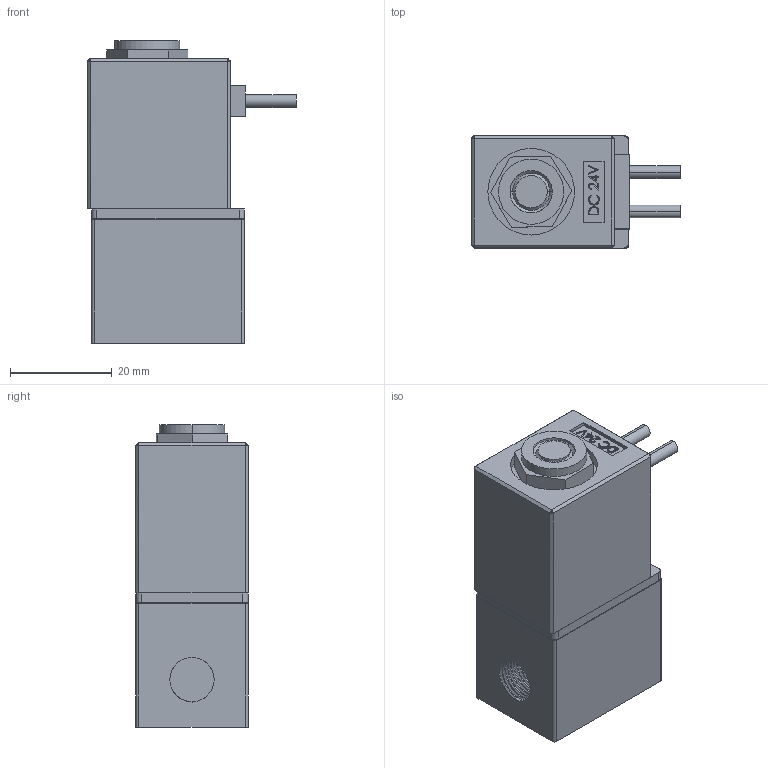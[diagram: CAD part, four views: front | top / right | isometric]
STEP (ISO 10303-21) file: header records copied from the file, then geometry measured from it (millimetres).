
FILE_DESCRIPTION (( 'STEP AP203' ), '1' );
FILE_NAME ('Solenoid-Valve-24v-4.8w-ip65.STEP', '2022-01-02T07:23:58', ( '' ), ( '' ), 'SwSTEP 2.0', 'SolidWorks 2020', '' );
FILE_SCHEMA (( 'CONFIG_CONTROL_DESIGN' ));
Length unit declared in the file: millimetre
Products named in the file (1): Solenoid-Valve-24v-4.8w-ip65
Bounding box: 41 x 22 x 59.36 mm (x, y, z)
Volume: 34463.6 mm3; surface area: 11827 mm2
Topology: 3 solids, 3 shells, 307 faces, 768 edges, 488 vertices
Faces by surface type: cylinder 112, bspline 96, plane 95, torus 4
Entity records: 22937 total; most frequent: CARTESIAN_POINT 16738, ORIENTED_EDGE 1536, DIRECTION 892, EDGE_CURVE 768, VERTEX_POINT 488, EDGE_LOOP 328, LINE 324, VECTOR 324
